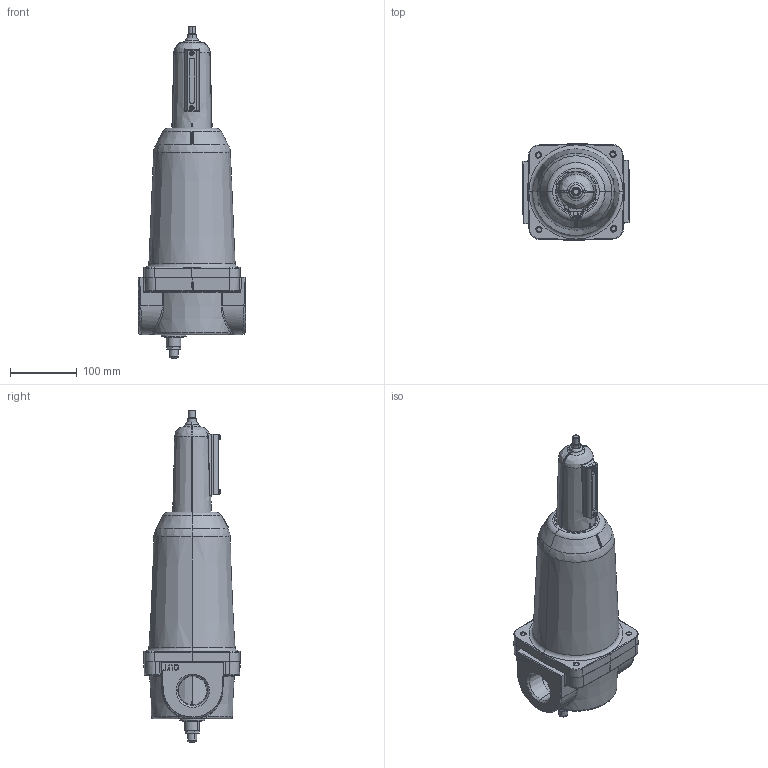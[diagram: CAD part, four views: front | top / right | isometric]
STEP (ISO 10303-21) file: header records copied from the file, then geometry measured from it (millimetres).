
FILE_DESCRIPTION (( 'STEP AP203' ), '1' );
FILE_NAME ('FM160-14A.STEP', '2021-11-25T05:07:00', ( '' ), ( '' ), 'SwSTEP 2.0', 'SolidWorks 2014', '' );
FILE_SCHEMA (( 'CONFIG_CONTROL_DESIGN' ));
Length unit declared in the file: millimetre
Products named in the file (12): PART14; PNF7030; D30; F16004; F16002-01-20190218; FM160-14A; FM16001; PNE2034; FM8724; F7002; 20130919-70液面計; L8016
Assembly tree (18 placements, depth 2):
  FM160-14A
    F16002-01-20190218
    F7002
    PART14
    20130919-70液面計
    D30
    F16004  x4
    FM16001
    FM8724
    L8016
    PNE2034  x4
    PNF7030  x2
Bounding box: 161.22 x 145 x 498.33 mm (x, y, z)
Volume: 1641367.9 mm3; surface area: 407991.9 mm2
Topology: 18 solids, 18 shells, 1615 faces, 3943 edges, 2405 vertices
Faces by surface type: plane 751, cylinder 457, bspline 192, cone 135, torus 66, sphere 14
Entity records: 54207 total; most frequent: CARTESIAN_POINT 22639, ORIENTED_EDGE 6514, DIRECTION 5945, EDGE_CURVE 3257, AXIS2_PLACEMENT_3D 2102, VERTEX_POINT 1968, LINE 1741, VECTOR 1741
